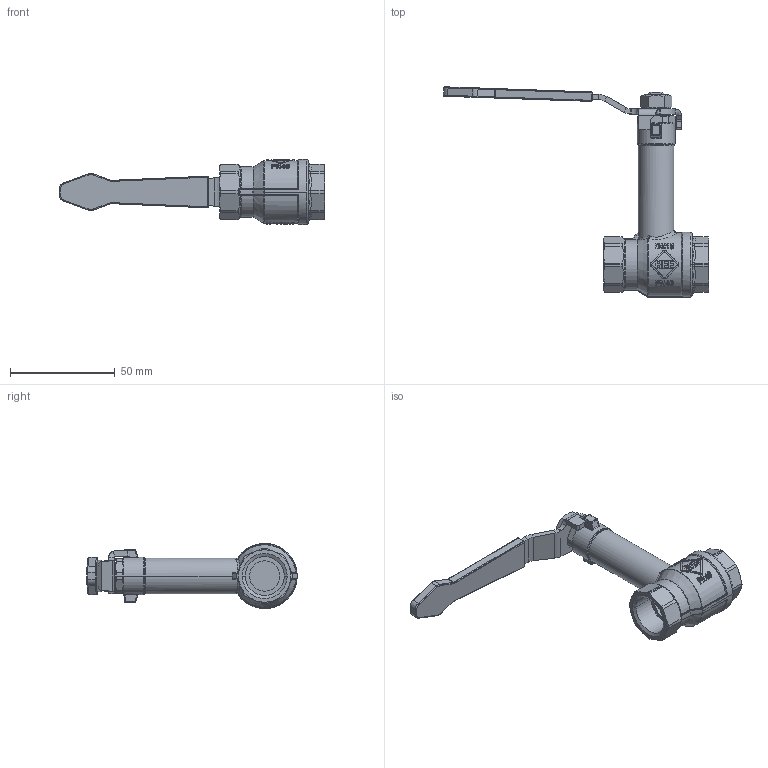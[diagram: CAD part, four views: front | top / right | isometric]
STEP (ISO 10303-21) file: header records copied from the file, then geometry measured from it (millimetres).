
FILE_DESCRIPTION(('STEP AP214'),'1');
FILE_NAME('valve_996-1_2.stp','2017-12-07T06:24:41',('TraceParts'),('TraceParts S.A.'),'Spatial InterOp 3D',' ',' ');
FILE_SCHEMA(('automotive_design'));
Length unit declared in the file: millimetre
Products named in the file (2): Volumenkörper1
Bounding box: 126.46 x 100.31 x 31 mm (x, y, z)
Volume: 44958.2 mm3; surface area: 17287.9 mm2
Topology: 2 solids, 2 shells, 1182 faces, 3105 edges, 1994 vertices
Faces by surface type: plane 468, bspline 306, cylinder 266, cone 70, torus 52, sphere 20
Entity records: 52303 total; most frequent: CARTESIAN_POINT 15566, ORIENTED_EDGE 6190, DIRECTION 4870, EDGE_CURVE 3095, VERTEX_POINT 2000, AXIS2_PLACEMENT_3D 1690, LINE 1490, VECTOR 1490
